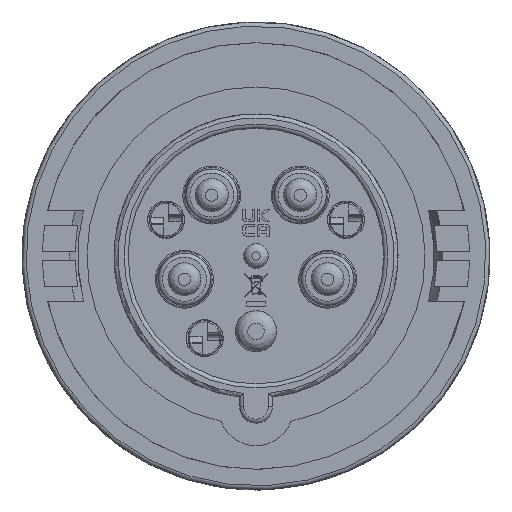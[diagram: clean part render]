
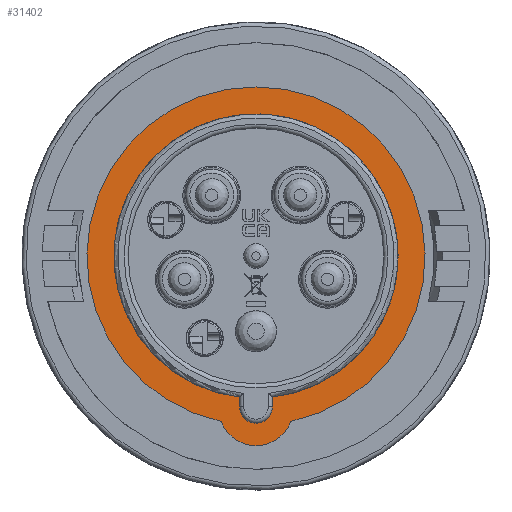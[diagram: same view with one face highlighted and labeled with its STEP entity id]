
A CAD part, front view. The second image highlights one B-rep face of the part: STEP entity #31402.
In plain terms, the highlighted planar face has unit normal (0, -1, 0).
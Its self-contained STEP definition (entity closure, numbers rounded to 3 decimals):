
#830=FACE_BOUND('',#5248,.T.);
#1665=CIRCLE('',#33678,9.);
#1666=CIRCLE('',#33679,41.);
#1667=CIRCLE('',#33680,34.013);
#1668=CIRCLE('',#33681,34.013);
#1669=CIRCLE('',#33682,3.);
#3545=FACE_OUTER_BOUND('',#5247,.T.);
#5247=EDGE_LOOP('',(#25407,#25408));
#5248=EDGE_LOOP('',(#25409,#25410,#25411,#25412,#25413));
#8289=LINE('',#60795,#10423);
#8292=LINE('',#60809,#10426);
#10423=VECTOR('',#39540,1.);
#10426=VECTOR('',#39553,1.);
#13350=VERTEX_POINT('',#60792);
#13351=VERTEX_POINT('',#60794);
#13353=VERTEX_POINT('',#60800);
#13354=VERTEX_POINT('',#60801);
#13355=VERTEX_POINT('',#60804);
#13356=VERTEX_POINT('',#60806);
#13357=VERTEX_POINT('',#60808);
#17531=EDGE_CURVE('',#13351,#13350,#8289,.T.);
#17534=EDGE_CURVE('',#13353,#13354,#1665,.T.);
#17535=EDGE_CURVE('',#13354,#13353,#1666,.T.);
#17536=EDGE_CURVE('',#13350,#13355,#1667,.T.);
#17537=EDGE_CURVE('',#13355,#13356,#1668,.T.);
#17538=EDGE_CURVE('',#13356,#13357,#8292,.T.);
#17539=EDGE_CURVE('',#13357,#13351,#1669,.T.);
#25407=ORIENTED_EDGE('',*,*,#17534,.T.);
#25408=ORIENTED_EDGE('',*,*,#17535,.T.);
#25409=ORIENTED_EDGE('',*,*,#17536,.T.);
#25410=ORIENTED_EDGE('',*,*,#17537,.T.);
#25411=ORIENTED_EDGE('',*,*,#17538,.T.);
#25412=ORIENTED_EDGE('',*,*,#17539,.T.);
#25413=ORIENTED_EDGE('',*,*,#17531,.T.);
#28237=PLANE('',#33677);
#31402=ADVANCED_FACE('',(#3545,#830),#28237,.F.);
#33677=AXIS2_PLACEMENT_3D('',#60799,#39543,#39544);
#33678=AXIS2_PLACEMENT_3D('',#60802,#39545,#39546);
#33679=AXIS2_PLACEMENT_3D('',#60803,#39547,#39548);
#33680=AXIS2_PLACEMENT_3D('',#60805,#39549,#39550);
#33681=AXIS2_PLACEMENT_3D('',#60807,#39551,#39552);
#33682=AXIS2_PLACEMENT_3D('',#60810,#39554,#39555);
#39540=DIRECTION('',(0.,0.,1.));
#39543=DIRECTION('center_axis',(0.,1.,0.));
#39544=DIRECTION('ref_axis',(-1.,0.,0.));
#39545=DIRECTION('center_axis',(0.,-1.,0.));
#39546=DIRECTION('ref_axis',(-1.,0.,0.));
#39547=DIRECTION('center_axis',(0.,-1.,0.));
#39548=DIRECTION('ref_axis',(-1.,0.,0.));
#39549=DIRECTION('center_axis',(0.,1.,0.));
#39550=DIRECTION('ref_axis',(-1.,0.,0.));
#39551=DIRECTION('center_axis',(0.,1.,0.));
#39552=DIRECTION('ref_axis',(-1.,0.,0.));
#39553=DIRECTION('',(0.,0.,-1.));
#39554=DIRECTION('center_axis',(0.,1.,0.));
#39555=DIRECTION('ref_axis',(-1.,0.,0.));
#60792=CARTESIAN_POINT('',(-3.,-14.5,-33.88));
#60794=CARTESIAN_POINT('',(-3.,-14.5,-35.));
#60795=CARTESIAN_POINT('',(-3.,-14.5,-35.));
#60799=CARTESIAN_POINT('Origin',(0.,-14.5,-4.478));
#60800=CARTESIAN_POINT('',(-8.441,-14.5,-40.122));
#60801=CARTESIAN_POINT('',(8.441,-14.5,-40.122));
#60802=CARTESIAN_POINT('Origin',(0.,-14.5,-37.));
#60803=CARTESIAN_POINT('Origin',(0.,-14.5,0.));
#60804=CARTESIAN_POINT('',(34.013,-14.5,0.));
#60805=CARTESIAN_POINT('Origin',(0.,-14.5,0.));
#60806=CARTESIAN_POINT('',(3.,-14.5,-33.88));
#60807=CARTESIAN_POINT('Origin',(0.,-14.5,0.));
#60808=CARTESIAN_POINT('',(3.,-14.5,-35.));
#60809=CARTESIAN_POINT('',(3.,-14.5,-32.863));
#60810=CARTESIAN_POINT('Origin',(0.,-14.5,-35.));
